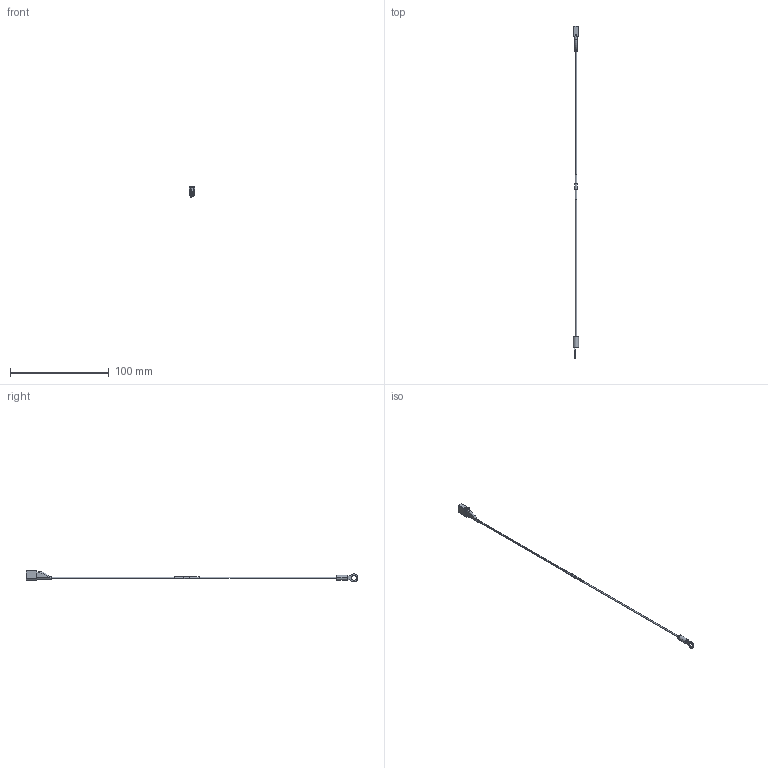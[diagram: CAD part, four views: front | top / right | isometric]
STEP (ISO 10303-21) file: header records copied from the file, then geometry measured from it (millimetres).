
FILE_DESCRIPTION (( 'STEP AP214' ), '1' );
FILE_NAME ('am-4648a XT30 Resistive Grounding Strap.STEP', '2023-11-17T19:34:28', ( '' ), ( '' ), 'SwSTEP 2.0', 'SolidWorks 2022', '' );
FILE_SCHEMA (( 'AUTOMOTIVE_DESIGN' ));
Length unit declared in the file: inch
Products named in the file (9): 2-36154-2 CONN RING CIRC 16-22AWG #10; 470 Ohm Resistor; Resistor Wire Lead; Wire; XT30 Heat Shrink; Resistor Heat Shrink; Resistor; am-4648a XT30 Resistive Grounding Strap; XT30 Male Header for Distribution Board
Assembly tree (10 placements, depth 3):
  am-4648a XT30 Resistive Grounding Strap
    XT30 Male Header for Distribution Board
    470 Ohm Resistor
      Resistor
      Resistor Wire Lead  x2
    Wire  x2
    2-36154-2 CONN RING CIRC 16-22AWG #10
    Resistor Heat Shrink
    XT30 Heat Shrink
Bounding box: 5.16 x 336.96 x 11.57 mm (x, y, z)
Volume: 982.1 mm3; surface area: 3291 mm2
Topology: 9 solids, 9 shells, 206 faces, 499 edges, 324 vertices
Faces by surface type: plane 101, cylinder 78, torus 14, sphere 8, bspline 5
Entity records: 7072 total; most frequent: CARTESIAN_POINT 1329, DIRECTION 1100, ORIENTED_EDGE 970, EDGE_CURVE 485, AXIS2_PLACEMENT_3D 425, VERTEX_POINT 316, LINE 250, VECTOR 250
